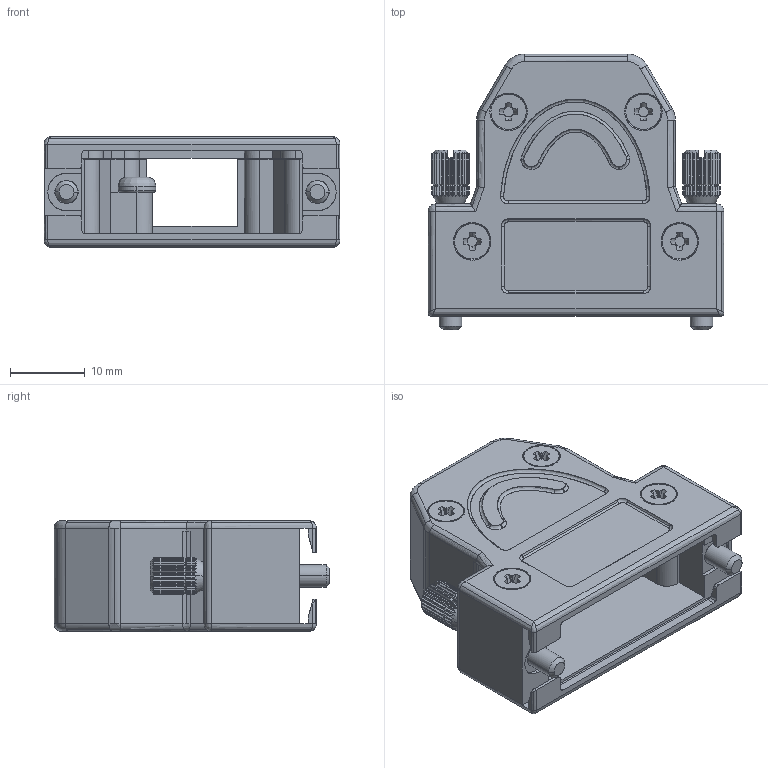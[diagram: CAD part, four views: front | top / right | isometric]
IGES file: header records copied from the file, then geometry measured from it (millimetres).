
Global section: file name: 61_03_001_0016.igs; preprocessor: I-DEAS 3D IGES Translator 13; date: 20081219.180758; units: millimetre
Bounding box: 39.5 x 36.8 x 14.8 mm (x, y, z)
Volume: 419 mm3; surface area: 8302.1 mm2
Topology: 2 solids, 2 shells, 1065 faces, 4326 edges, 3804 vertices
Faces by surface type: bspline 1065
